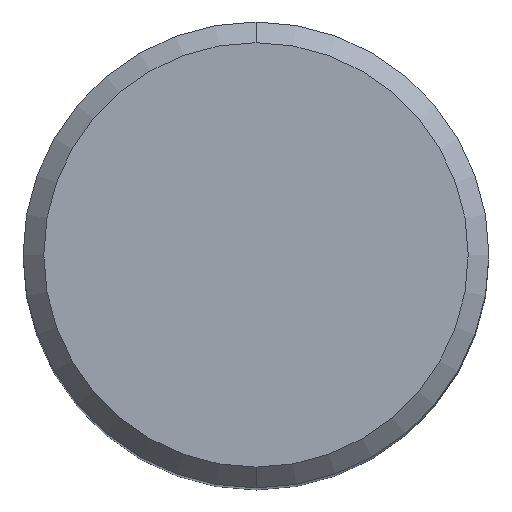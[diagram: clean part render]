
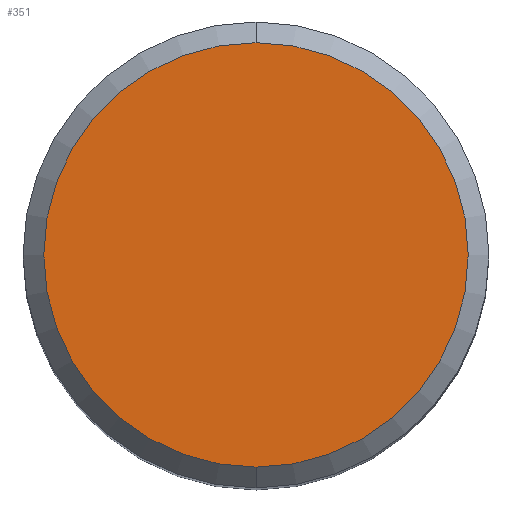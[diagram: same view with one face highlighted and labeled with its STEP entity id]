
A CAD part, top view. The second image highlights one B-rep face of the part: STEP entity #351.
In plain terms, the highlighted planar face has unit normal (0, 0, 1).
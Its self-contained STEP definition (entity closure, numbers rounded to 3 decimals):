
#189=EDGE_CURVE('',#229,#433,#481,.T.);
#225=EDGE_CURVE('',#433,#229,#519,.T.);
#229=VERTEX_POINT('',#524);
#351=ADVANCED_FACE('',(#660),#661,.T.);
#433=VERTEX_POINT('',#751);
#481=CIRCLE('',#811,8.2);
#519=CIRCLE('',#897,8.2);
#524=CARTESIAN_POINT('',(0.0,8.2,0.0));
#660=FACE_OUTER_BOUND('',#1132,.T.);
#661=PLANE('',#1133);
#751=CARTESIAN_POINT('',(0.,-8.2,0.0));
#811=AXIS2_PLACEMENT_3D('',#1455,#1456,#1457);
#897=AXIS2_PLACEMENT_3D('',#1488,#1489,#1490);
#1132=EDGE_LOOP('',(#1669,#1670));
#1133=AXIS2_PLACEMENT_3D('',#1671,#1672,#1673);
#1455=CARTESIAN_POINT('',(0.0,0.0,0.0));
#1456=DIRECTION('',(0.0,0.0,-1.0));
#1457=DIRECTION('',(0.0,1.0,0.0));
#1488=CARTESIAN_POINT('',(0.0,0.0,0.0));
#1489=DIRECTION('',(0.0,0.0,-1.0));
#1490=DIRECTION('',(0.0,1.0,0.0));
#1669=ORIENTED_EDGE('',*,*,#189,.F.);
#1670=ORIENTED_EDGE('',*,*,#225,.F.);
#1671=CARTESIAN_POINT('',(0.0,4.1,0.0));
#1672=DIRECTION('',(-0.0,0.0,1.0));
#1673=DIRECTION('',(0.0,-1.0,0.0));
